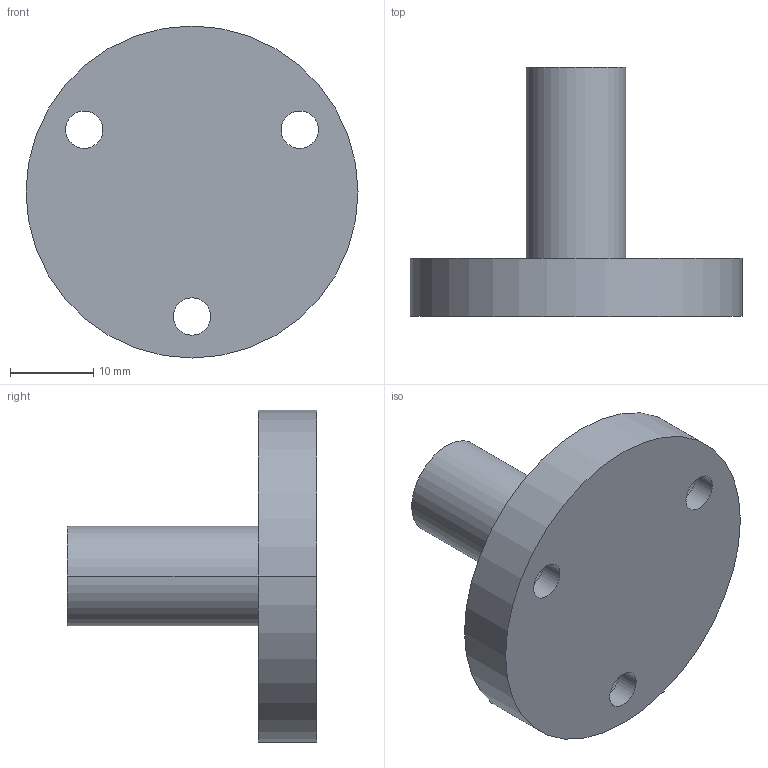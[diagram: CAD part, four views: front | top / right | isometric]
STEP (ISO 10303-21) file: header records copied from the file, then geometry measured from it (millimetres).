
FILE_DESCRIPTION (( 'STEP AP203' ), '1' );
FILE_NAME ('Nez au4g.STEP', '2021-10-18T14:08:54', ( '' ), ( '' ), 'SwSTEP 2.0', 'SolidWorks 2017', '' );
FILE_SCHEMA (( 'CONFIG_CONTROL_DESIGN' ));
Length unit declared in the file: millimetre
Products named in the file (1): Nez au4g
Bounding box: 40 x 30 x 40 mm (x, y, z)
Volume: 10565.8 mm3; surface area: 4615.8 mm2
Topology: 1 solids, 1 shells, 22 faces, 48 edges, 32 vertices
Faces by surface type: cylinder 16, plane 6
Entity records: 713 total; most frequent: DIRECTION 126, CARTESIAN_POINT 103, ORIENTED_EDGE 96, AXIS2_PLACEMENT_3D 55, EDGE_CURVE 48, EDGE_LOOP 32, VERTEX_POINT 32, CIRCLE 32
